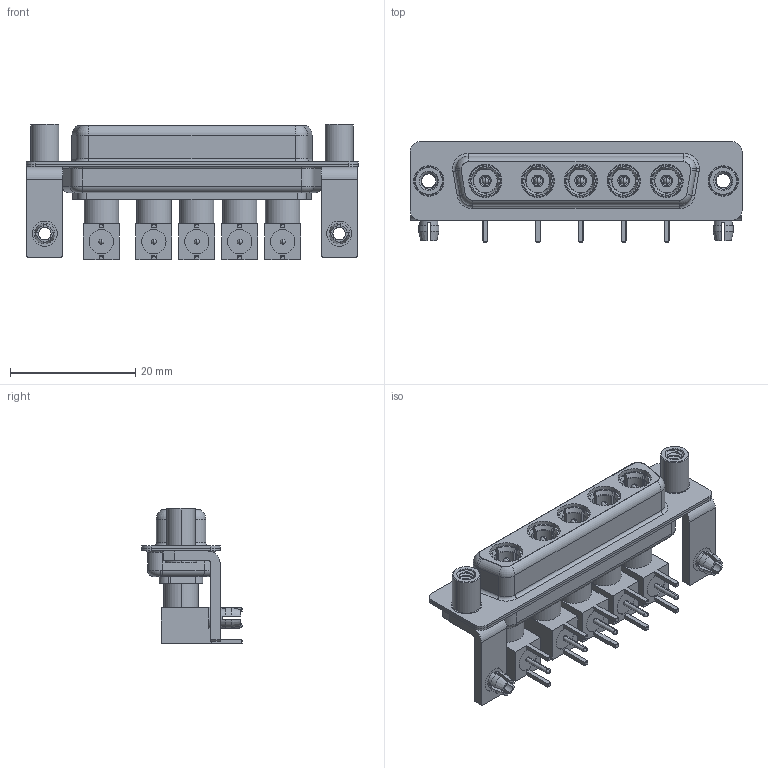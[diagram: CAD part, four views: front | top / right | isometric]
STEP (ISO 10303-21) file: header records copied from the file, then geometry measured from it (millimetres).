
FILE_DESCRIPTION (( 'STEP AP203' ), '1' );
FILE_NAME ('630-5W5-240-5T5.STEP', '2022-05-31T21:56:35', ( '' ), ( '' ), 'SwSTEP 2.0', 'SolidWorks 2020', '' );
FILE_SCHEMA (( 'CONFIG_CONTROL_DESIGN' ));
Length unit declared in the file: millimetre
Products named in the file (18): 630Combo Shell Rear_25 Contacts; Co-Ax Plug_RA PC Tail; Co-Ax Plug Assy_RA; Insulator RA Pin; Locking Collar; 630-5W5-240-5T5; 630Combo Housing_5W5; RA Back Shell; Insulator Pin_Straight PC Tail; Pin_RA; 630Combo Threaded Standoff_5; 630Combo Board Lock; 630Combo Shell Front_25 Contacts; 630Combo Stabilizer Bracket
Assembly tree (44 placements, depth 3):
  630-5W5-240-5T5
    630Combo Housing_5W5
    630Combo Shell Front_25 Contacts
    630Combo Shell Rear_25 Contacts
    630Combo Stabilizer Bracket  x2
    630Combo Board Lock  x2
    630Combo Threaded Standoff_5  x2
    Co-Ax Plug Assy_RA
      Co-Ax Plug_RA PC Tail
      Insulator Pin_Straight PC Tail
      Pin_RA
      Locking Collar
      RA Back Shell
      Insulator RA Pin
    Co-Ax Plug Assy_RA
      Co-Ax Plug_RA PC Tail
      Insulator Pin_Straight PC Tail
      Pin_RA
      Locking Collar
      RA Back Shell
      Insulator RA Pin
    Co-Ax Plug Assy_RA
      Co-Ax Plug_RA PC Tail
      Insulator Pin_Straight PC Tail
      Pin_RA
      Locking Collar
      RA Back Shell
      Insulator RA Pin
    Co-Ax Plug Assy_RA
      Co-Ax Plug_RA PC Tail
      Insulator Pin_Straight PC Tail
      Pin_RA
      Locking Collar
      RA Back Shell
      Insulator RA Pin
    Co-Ax Plug Assy_RA
      Co-Ax Plug_RA PC Tail
      Insulator Pin_Straight PC Tail
      Pin_RA
      Locking Collar
      RA Back Shell
      Insulator RA Pin
Bounding box: 53.05 x 16 x 21.61 mm (x, y, z)
Volume: 5285.4 mm3; surface area: 12920.1 mm2
Topology: 39 solids, 39 shells, 1299 faces, 3174 edges, 2000 vertices
Faces by surface type: cylinder 554, plane 472, cone 155, torus 87, sphere 20, bspline 11
Entity records: 20386 total; most frequent: CARTESIAN_POINT 5025, DIRECTION 2855, ORIENTED_EDGE 2566, EDGE_CURVE 1283, AXIS2_PLACEMENT_3D 1143, VERTEX_POINT 815, EDGE_LOOP 594, CIRCLE 571
